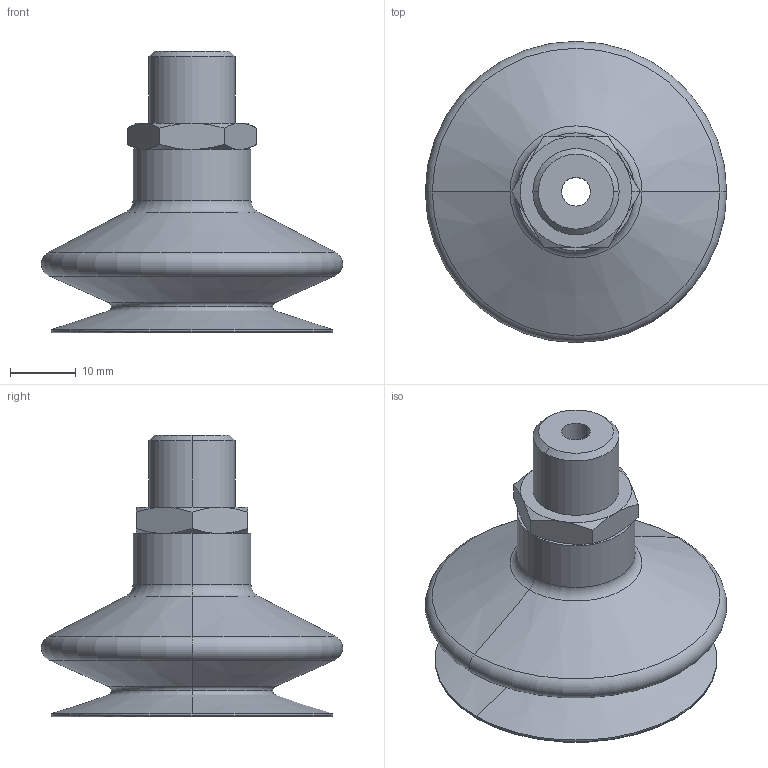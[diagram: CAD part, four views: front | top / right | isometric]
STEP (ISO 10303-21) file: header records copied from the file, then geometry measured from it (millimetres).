
FILE_DESCRIPTION (( 'STEP AP203' ), '1' );
FILE_NAME ('10.01.06.00092.step', '2021-04-14T12:45:21', ( '' ), ( '' ), 'SwSTEP 2.0', 'SolidWorks 2021', '' );
FILE_SCHEMA (( 'CONFIG_CONTROL_DESIGN' ));
Length unit declared in the file: millimetre
Products named in the file (1): 10.01.06.00092
Bounding box: 45.99 x 45.99 x 43 mm (x, y, z)
Volume: 12556.7 mm3; surface area: 10764 mm2
Topology: 1 solids, 1 shells, 79 faces, 162 edges, 92 vertices
Faces by surface type: cone 32, torus 20, plane 15, cylinder 12
Entity records: 2189 total; most frequent: CARTESIAN_POINT 448, DIRECTION 394, ORIENTED_EDGE 324, AXIS2_PLACEMENT_3D 178, EDGE_CURVE 162, CIRCLE 98, VERTEX_POINT 92, EDGE_LOOP 88
